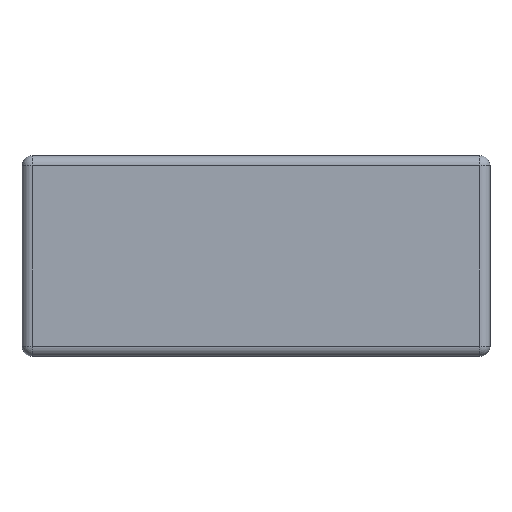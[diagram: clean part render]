
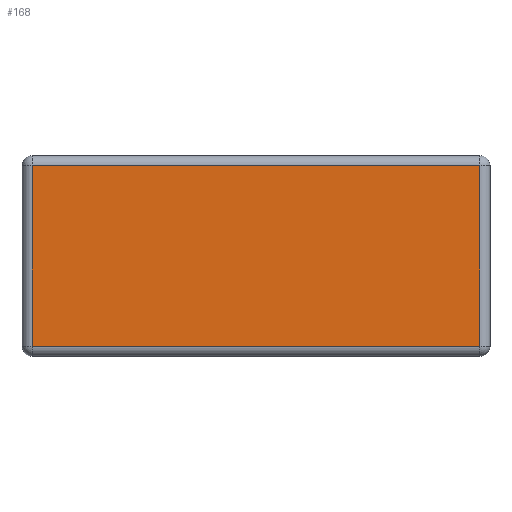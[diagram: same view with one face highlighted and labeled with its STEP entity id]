
A CAD part, top view. The second image highlights one B-rep face of the part: STEP entity #168.
In plain terms, the highlighted planar face has unit normal (0, 0, 1).
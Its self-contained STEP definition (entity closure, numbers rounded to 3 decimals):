
#168 = ADVANCED_FACE( '', ( #389 ), #390, .T. );
#389 = FACE_OUTER_BOUND( '', #662, .T. );
#390 = PLANE( '', #663 );
#662 = EDGE_LOOP( '', ( #1086, #1087, #1088, #1089 ) );
#663 = AXIS2_PLACEMENT_3D( '', #1090, #1091, #1092 );
#1086 = ORIENTED_EDGE( '', *, *, #1570, .T. );
#1087 = ORIENTED_EDGE( '', *, *, #1697, .T. );
#1088 = ORIENTED_EDGE( '', *, *, #1698, .T. );
#1089 = ORIENTED_EDGE( '', *, *, #1678, .T. );
#1090 = CARTESIAN_POINT( '', ( 0., 0., 23. ) );
#1091 = DIRECTION( '', ( 0., 0., 1. ) );
#1092 = DIRECTION( '', ( 1., 0., 0. ) );
#1570 = EDGE_CURVE( '', #1854, #1859, #1861, .T. );
#1678 = EDGE_CURVE( '', #1935, #1854, #2038, .T. );
#1697 = EDGE_CURVE( '', #1859, #1947, #2067, .T. );
#1698 = EDGE_CURVE( '', #1947, #1935, #2068, .T. );
#1854 = VERTEX_POINT( '', #2265 );
#1859 = VERTEX_POINT( '', #2271 );
#1861 = LINE( '', #2273, #2274 );
#1935 = VERTEX_POINT( '', #2375 );
#1947 = VERTEX_POINT( '', #2388 );
#2038 = LINE( '', #2514, #2515 );
#2067 = LINE( '', #2557, #2558 );
#2068 = LINE( '', #2559, #2560 );
#2265 = CARTESIAN_POINT( '', ( 33.5, -13.5, 23. ) );
#2271 = CARTESIAN_POINT( '', ( 33.5, 13.5, 23. ) );
#2273 = CARTESIAN_POINT( '', ( 33.5, 15., 23. ) );
#2274 = VECTOR( '', #2806, 1000. );
#2375 = CARTESIAN_POINT( '', ( -33.5, -13.5, 23. ) );
#2388 = CARTESIAN_POINT( '', ( -33.5, 13.5, 23. ) );
#2514 = CARTESIAN_POINT( '', ( 35., -13.5, 23. ) );
#2515 = VECTOR( '', #2930, 1000. );
#2557 = CARTESIAN_POINT( '', ( -35., 13.5, 23. ) );
#2558 = VECTOR( '', #2950, 1000. );
#2559 = CARTESIAN_POINT( '', ( -33.5, -15., 23. ) );
#2560 = VECTOR( '', #2951, 1000. );
#2806 = DIRECTION( '', ( 0., 1., 0. ) );
#2930 = DIRECTION( '', ( 1., 0., 0. ) );
#2950 = DIRECTION( '', ( -1., 0., 0. ) );
#2951 = DIRECTION( '', ( 0., -1., 0. ) );
